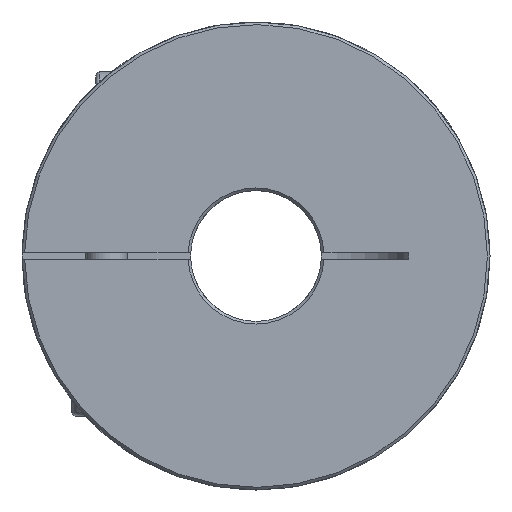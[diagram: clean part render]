
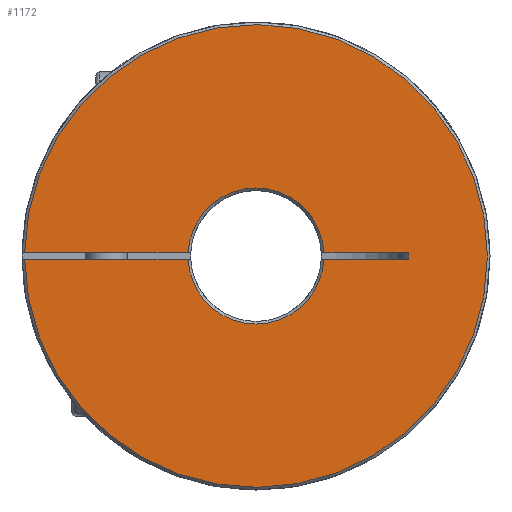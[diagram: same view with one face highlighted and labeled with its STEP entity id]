
A CAD part, left-side view. The second image highlights one B-rep face of the part: STEP entity #1172.
In plain terms, the highlighted planar face has unit normal (-1, 0, 0).
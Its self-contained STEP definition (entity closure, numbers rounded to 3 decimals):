
#192 = VERTEX_POINT ( 'NONE', #2187 ) ;
#193 = VERTEX_POINT ( 'NONE', #2188 ) ;
#198 = VERTEX_POINT ( 'NONE', #2193 ) ;
#199 = VERTEX_POINT ( 'NONE', #2194 ) ;
#200 = VERTEX_POINT ( 'NONE', #2195 ) ;
#201 = VERTEX_POINT ( 'NONE', #2196 ) ;
#202 = VERTEX_POINT ( 'NONE', #2197 ) ;
#203 = VERTEX_POINT ( 'NONE', #2198 ) ;
#623 = EDGE_CURVE ( 'NONE', #192, #193, #2988, .T. ) ;
#633 = EDGE_CURVE ( 'NONE', #198, #203, #3000, .T. ) ;
#635 = EDGE_CURVE ( 'NONE', #201, #192, #2993, .T. ) ;
#637 = EDGE_CURVE ( 'NONE', #200, #193, #2998, .T. ) ;
#638 = EDGE_CURVE ( 'NONE', #200, #199, #3004, .T. ) ;
#639 = EDGE_CURVE ( 'NONE', #198, #199, #2989, .T. ) ;
#640 = EDGE_CURVE ( 'NONE', #202, #203, #3009, .T. ) ;
#641 = EDGE_CURVE ( 'NONE', #202, #201, #3013, .T. ) ;
#1172 = ADVANCED_FACE ( 'NONE', ( #3953 ), #4324, .T. ) ;
#1405 = ORIENTED_EDGE ( 'NONE', *, *, #639, .T. ) ;
#1406 = ORIENTED_EDGE ( 'NONE', *, *, #638, .F. ) ;
#1407 = ORIENTED_EDGE ( 'NONE', *, *, #637, .T. ) ;
#1408 = ORIENTED_EDGE ( 'NONE', *, *, #623, .F. ) ;
#1409 = ORIENTED_EDGE ( 'NONE', *, *, #635, .F. ) ;
#1410 = ORIENTED_EDGE ( 'NONE', *, *, #641, .F. ) ;
#1411 = ORIENTED_EDGE ( 'NONE', *, *, #640, .T. ) ;
#1412 = ORIENTED_EDGE ( 'NONE', *, *, #633, .F. ) ;
#1588 = EDGE_LOOP ( 'NONE', ( #1405, #1406, #1407, #1408, #1409, #1410, #1411, #1412 ) ) ;
#2029 = AXIS2_PLACEMENT_3D ( 'NONE', #3380, #3382, #3383 ) ;
#2039 = AXIS2_PLACEMENT_3D ( 'NONE', #3404, #3450, #3451 ) ;
#2044 = AXIS2_PLACEMENT_3D ( 'NONE', #3464, #3468, #3469 ) ;
#2187 = CARTESIAN_POINT ( 'NONE',  ( -37., 9.868, -0.5 ) ) ;
#2188 = CARTESIAN_POINT ( 'NONE',  ( -37., -9.868, -0.5 ) ) ;
#2193 = CARTESIAN_POINT ( 'NONE',  ( -37., -9.868, 0.5 ) ) ;
#2194 = CARTESIAN_POINT ( 'NONE',  ( -37., -22.214, 0.5 ) ) ;
#2195 = CARTESIAN_POINT ( 'NONE',  ( -37., -22.214, -0.5 ) ) ;
#2196 = CARTESIAN_POINT ( 'NONE',  ( -37., 33.615, -0.5 ) ) ;
#2197 = CARTESIAN_POINT ( 'NONE',  ( -37., 33.615, 0.5 ) ) ;
#2198 = CARTESIAN_POINT ( 'NONE',  ( -37., 9.868, 0.5 ) ) ;
#2988 = CIRCLE ( 'NONE', #2029, 9.881 ) ;
#2989 = LINE ( 'NONE', #3462, #3007 ) ;
#2993 = LINE ( 'NONE', #3456, #2996 ) ;
#2996 = VECTOR ( 'NONE', #3457, 1000. ) ;
#2998 = LINE ( 'NONE', #3460, #3001 ) ;
#3000 = CIRCLE ( 'NONE', #2039, 9.881 ) ;
#3001 = VECTOR ( 'NONE', #3461, 1000. ) ;
#3004 = LINE ( 'NONE', #3453, #3006 ) ;
#3006 = VECTOR ( 'NONE', #3458, 1000. ) ;
#3007 = VECTOR ( 'NONE', #3465, 1000. ) ;
#3009 = LINE ( 'NONE', #3466, #3010 ) ;
#3010 = VECTOR ( 'NONE', #3467, 1000. ) ;
#3013 = CIRCLE ( 'NONE', #2044, 33.619 ) ;
#3380 = CARTESIAN_POINT ( 'NONE',  ( -37., 0., 0. ) ) ;
#3382 = DIRECTION ( 'NONE',  ( -1., 0., 0. ) ) ;
#3383 = DIRECTION ( 'NONE',  ( 0., -1., 0. ) ) ;
#3404 = CARTESIAN_POINT ( 'NONE',  ( -37., 0., 0. ) ) ;
#3450 = DIRECTION ( 'NONE',  ( -1., 0., 0. ) ) ;
#3451 = DIRECTION ( 'NONE',  ( 0., -1., 0. ) ) ;
#3453 = CARTESIAN_POINT ( 'NONE',  ( -37., -22.214, -26.09 ) ) ;
#3456 = CARTESIAN_POINT ( 'NONE',  ( -37., 0., -0.5 ) ) ;
#3457 = DIRECTION ( 'NONE',  ( 0., -1., 0. ) ) ;
#3458 = DIRECTION ( 'NONE',  ( 0., 0., 1. ) ) ;
#3460 = CARTESIAN_POINT ( 'NONE',  ( -37., -22.214, -0.5 ) ) ;
#3461 = DIRECTION ( 'NONE',  ( 0., 1., 0. ) ) ;
#3462 = CARTESIAN_POINT ( 'NONE',  ( -37., -22.214, 0.5 ) ) ;
#3464 = CARTESIAN_POINT ( 'NONE',  ( -37., 0., 0. ) ) ;
#3465 = DIRECTION ( 'NONE',  ( 0., -1., 0. ) ) ;
#3466 = CARTESIAN_POINT ( 'NONE',  ( -37., 0., 0.5 ) ) ;
#3467 = DIRECTION ( 'NONE',  ( 0., -1., 0. ) ) ;
#3468 = DIRECTION ( 'NONE',  ( 1., 0., 0. ) ) ;
#3469 = DIRECTION ( 'NONE',  ( 0., -1., 0. ) ) ;
#3953 = FACE_OUTER_BOUND ( 'NONE', #1588, .T. ) ;
#4317 = CARTESIAN_POINT ( 'NONE',  ( -37., 0., 0. ) ) ;
#4324 = PLANE ( 'NONE',  #4392 ) ;
#4327 = DIRECTION ( 'NONE',  ( -1., 0., 0. ) ) ;
#4328 = DIRECTION ( 'NONE',  ( 0., -1., 0. ) ) ;
#4392 = AXIS2_PLACEMENT_3D ( 'NONE', #4317, #4327, #4328 ) ;
